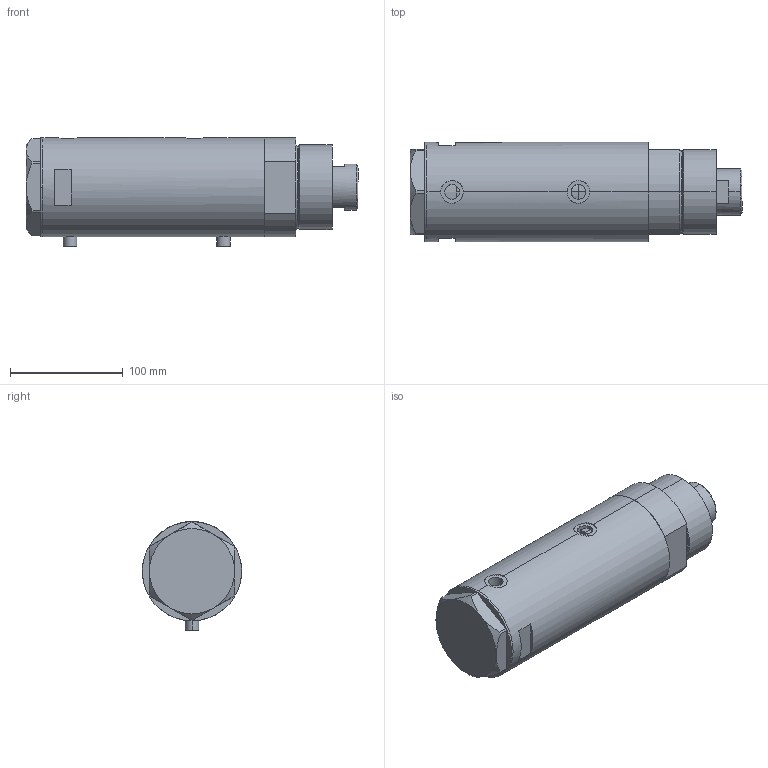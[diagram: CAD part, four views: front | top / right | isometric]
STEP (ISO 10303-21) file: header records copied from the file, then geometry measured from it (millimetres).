
FILE_DESCRIPTION (( 'STEP AP203' ), '1' );
FILE_NAME ('b04d.STEP', '2024-02-11T23:02:34', ( '' ), ( '' ), 'SwSTEP 2.0', 'SolidWorks 2019', '' );
FILE_SCHEMA (( 'CONFIG_CONTROL_DESIGN' ));
Length unit declared in the file: millimetre
Products named in the file (5): V270CG_BACK 37692d893961ac3563feb51530b9a162; b04d; V270CG_FRONT 37692d893961ac3563feb51530b9a162; V270CG_VC 37692d893961ac3563feb51530b9a162; V270CG_MIDDLE 37692d893961ac3563feb51530b9a162
Assembly tree (4 placements, depth 2):
  b04d
    V270CG_MIDDLE 37692d893961ac3563feb51530b9a162
    V270CG_BACK 37692d893961ac3563feb51530b9a162
    V270CG_FRONT 37692d893961ac3563feb51530b9a162
    V270CG_VC 37692d893961ac3563feb51530b9a162
Bounding box: 294.3 x 88 x 96.5 mm (x, y, z)
Volume: 1550185.6 mm3; surface area: 222093.7 mm2
Topology: 4 solids, 4 shells, 121 faces, 277 edges, 169 vertices
Faces by surface type: plane 52, cylinder 49, cone 16, torus 4
Entity records: 4532 total; most frequent: CARTESIAN_POINT 1246, DIRECTION 619, ORIENTED_EDGE 550, EDGE_CURVE 275, AXIS2_PLACEMENT_3D 250, VERTEX_POINT 169, EDGE_LOOP 136, CIRCLE 122
